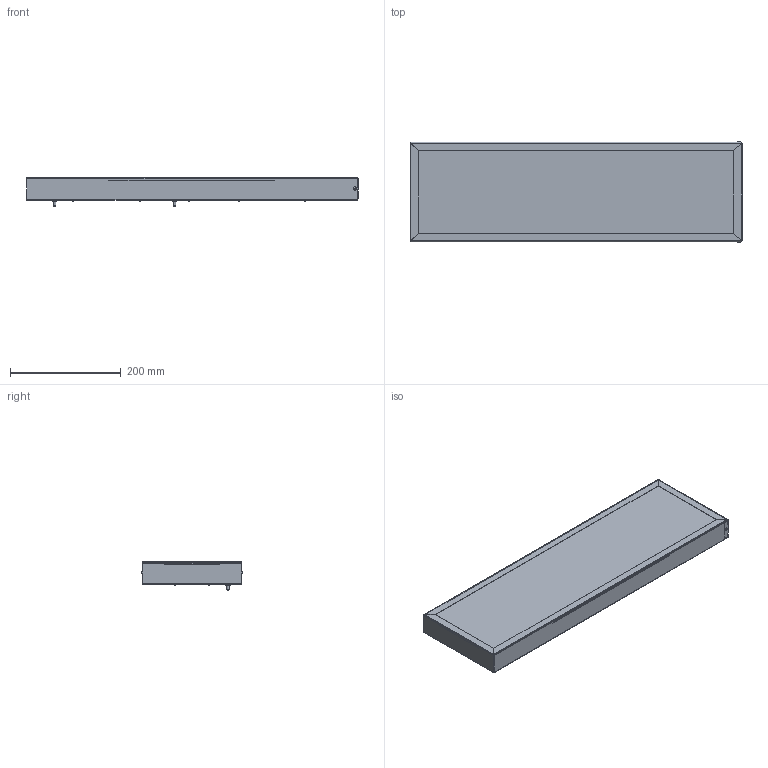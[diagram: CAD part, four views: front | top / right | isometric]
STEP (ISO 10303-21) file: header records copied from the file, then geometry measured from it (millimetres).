
FILE_DESCRIPTION(('STEP AP214'), '1');
FILE_NAME('001.0109.00.001 - ÃÑÎ-Ïðåìüåð- IP20', '2024-12-21T04:24:38', ('Ëóêîíèí Åâãåíèé'), ('ÎÊÁ Ñâîé Ñòèëü'), 'C3D Converter', 'C3D Toolkit', '');
FILE_SCHEMA(('AUTOMOTIVE_DESIGN { 1 0 10303 214 3 1 1}'));
Length unit declared in the file: millimetre
Products named in the file (20): 001.0109.00.001 ВО
Assembly tree (50 placements, depth 3):
  001.0109.00.001 ВО
    (unnamed)
      (unnamed)  x2
      (unnamed)  x2
      (unnamed)
      (unnamed)
      (unnamed)
      (unnamed)
      (unnamed)  x2
      (unnamed)  x2
      (unnamed)
      (unnamed)
      (unnamed)
    (unnamed)  x2
      (unnamed)
      (unnamed)
      (unnamed)
      (unnamed)
      (unnamed)
      (unnamed)
Bounding box: 600.7 x 182.34 x 50.8 mm (x, y, z)
Volume: 383074.6 mm3; surface area: 693302.4 mm2
Topology: 79 solids, 79 shells, 798 faces, 1948 edges, 1320 vertices
Faces by surface type: plane 607, cylinder 111, cone 30, sphere 26, torus 14, bspline 10
Full cylindrical faces by diameter (mm): 1 x12, 1.522 x4, 3.2 x12, 3.5 x11, 4 x4, 7.6 x2, 10 x1
Entity records: 37171 total; most frequent: CARTESIAN_POINT 10121, COLOUR_RGB 2741, PRESENTATION_STYLE_ASSIGNMENT 2741, DIRECTION 2496, CURVE_STYLE 2326, PRE_DEFINED_CURVE_FONT 2326, ORIENTED_EDGE 1698, B_SPLINE_CURVE_WITH_KNOTS 1439
